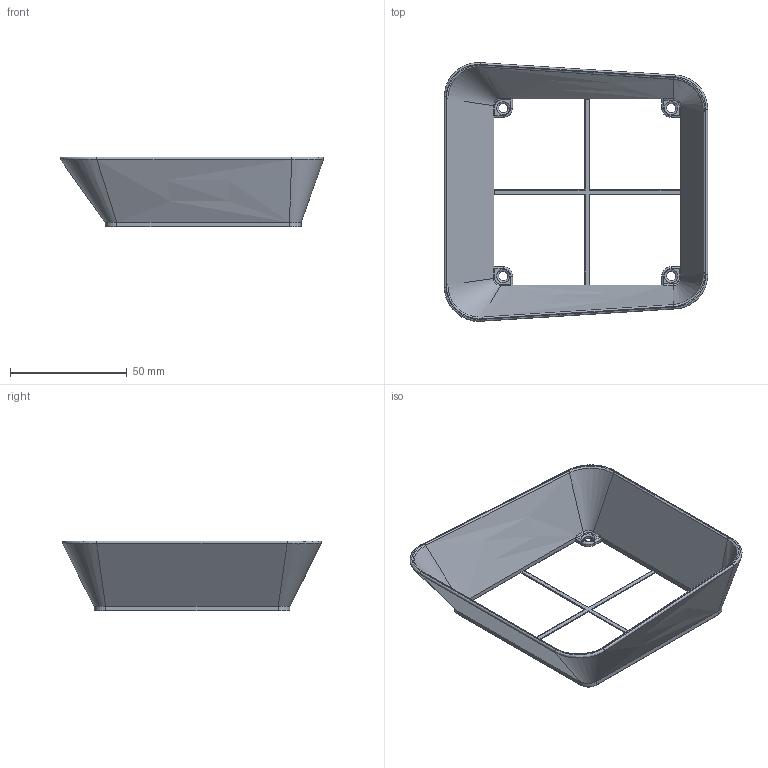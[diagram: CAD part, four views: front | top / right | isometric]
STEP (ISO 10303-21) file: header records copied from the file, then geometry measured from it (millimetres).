
FILE_DESCRIPTION(('STEP AP203'), '1');
FILE_NAME('âîðîíêà äëÿ âûòÿæêè', '', ('UNSPECIFIED'), ('UNSPECIFIED'), 'C3D Converter', 'C3D Toolkit', '');
FILE_SCHEMA(('CONFIG_CONTROL_DESIGN'));
Length unit declared in the file: millimetre
Bounding box: 112.91 x 110.96 x 30 mm (x, y, z)
Volume: 22276.9 mm3; surface area: 26203.8 mm2
Topology: 1 solids, 1 shells, 171 faces, 404 edges, 232 vertices
Faces by surface type: cylinder 68, plane 43, bspline 32, torus 28
Full cylindrical faces by diameter (mm): 4 x4
Entity records: 11108 total; most frequent: CARTESIAN_POINT 6057, ORIENTED_EDGE 784, DIRECTION 694, EDGE_CURVE 392, AXIS2_PLACEMENT_3D 254, VERTEX_POINT 232, EDGE_LOOP 196, LINE 186
